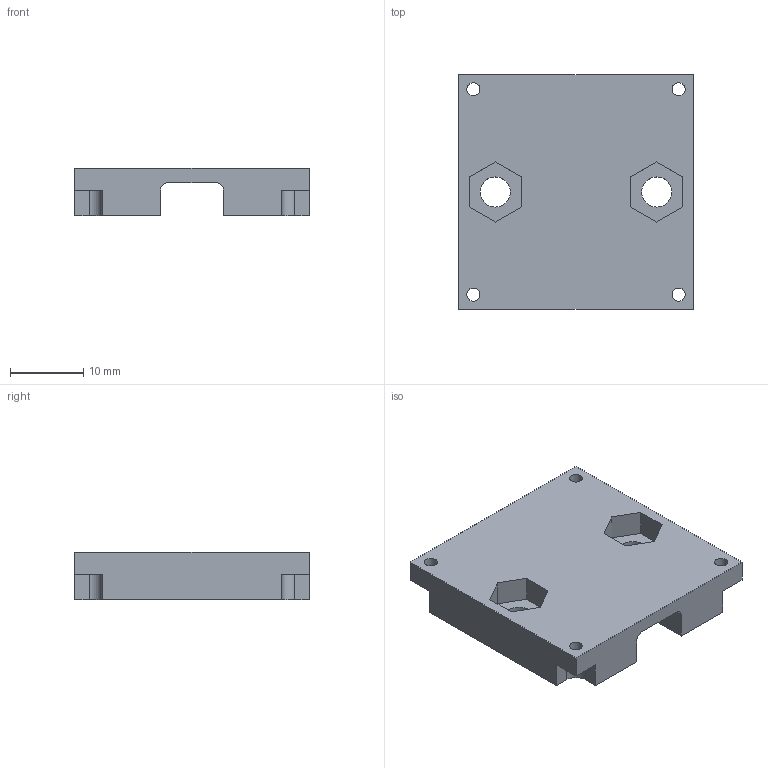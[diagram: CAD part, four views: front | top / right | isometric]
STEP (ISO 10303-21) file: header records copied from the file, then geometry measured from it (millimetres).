
FILE_DESCRIPTION(('FreeCAD Model'),'2;1');
FILE_NAME('Open CASCADE Shape Model','2023-12-06T16:26:17',(''),(''), 'Open CASCADE STEP processor 7.6','FreeCAD','Unknown');
FILE_SCHEMA(('AUTOMOTIVE_DESIGN { 1 0 10303 214 1 1 1 1 }'));
Length unit declared in the file: millimetre
Products named in the file (2): adapt2.1; adapter2
Assembly tree (1 placements, depth 2):
  adapt2.1
    adapter2
Bounding box: 32 x 32 x 6.5 mm (x, y, z)
Volume: 4828.3 mm3; surface area: 3297.6 mm2
Topology: 1 solids, 1 shells, 48 faces, 132 edges, 88 vertices
Faces by surface type: plane 36, cylinder 12
Full cylindrical faces by diameter (mm): 1.8 x4, 4.1 x2
Entity records: 1584 total; most frequent: CARTESIAN_POINT 270, ORIENTED_EDGE 264, DIRECTION 256, EDGE_CURVE 132, LINE 108, VECTOR 108, VERTEX_POINT 88, AXIS2_PLACEMENT_3D 74
